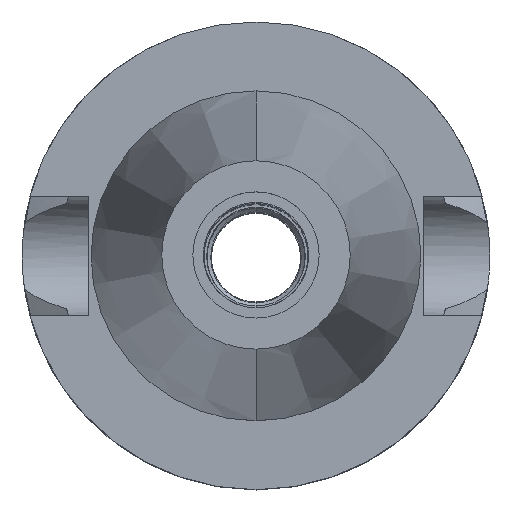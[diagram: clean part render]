
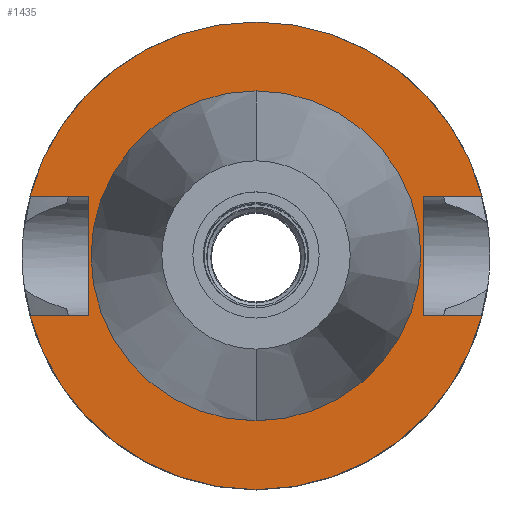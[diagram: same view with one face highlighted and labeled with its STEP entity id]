
A CAD part, top view. The second image highlights one B-rep face of the part: STEP entity #1435.
In plain terms, the highlighted planar face has unit normal (0, 0, 1).
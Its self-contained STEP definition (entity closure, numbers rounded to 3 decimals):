
#121=DIRECTION('',(0.,1.,0.));
#122=VECTOR('',#121,16.1);
#123=CARTESIAN_POINT('',(-22.5,-8.05,-1.));
#124=LINE('',#123,#122);
#128=DIRECTION('',(-1.,0.,0.));
#129=VECTOR('',#128,7.954);
#130=CARTESIAN_POINT('',(-22.5,8.05,-1.));
#131=LINE('',#130,#129);
#135=CARTESIAN_POINT('',(0.,0.,-1.));
#136=DIRECTION('',(0.,0.,-1.));
#137=DIRECTION('',(-0.967,0.256,0.));
#138=AXIS2_PLACEMENT_3D('',#135,#136,#137);
#143=CARTESIAN_POINT('',(0.,0.,-1.));
#144=DIRECTION('',(0.,0.,-1.));
#145=DIRECTION('',(0.,1.,0.));
#146=AXIS2_PLACEMENT_3D('',#143,#144,#145);
#151=DIRECTION('',(0.,-1.,0.));
#152=VECTOR('',#151,16.1);
#153=CARTESIAN_POINT('',(22.5,8.05,-1.));
#154=LINE('',#153,#152);
#158=DIRECTION('',(1.,0.,0.));
#159=VECTOR('',#158,7.954);
#160=CARTESIAN_POINT('',(22.5,-8.05,-1.));
#161=LINE('',#160,#159);
#165=CARTESIAN_POINT('',(0.,0.,-1.));
#166=DIRECTION('',(0.,0.,-1.));
#167=DIRECTION('',(0.967,-0.256,0.));
#168=AXIS2_PLACEMENT_3D('',#165,#166,#167);
#173=CARTESIAN_POINT('',(0.,0.,-1.));
#174=DIRECTION('',(0.,0.,-1.));
#175=DIRECTION('',(0.,-1.,0.));
#176=AXIS2_PLACEMENT_3D('',#173,#174,#175);
#181=CARTESIAN_POINT('',(0.,0.,-1.));
#182=DIRECTION('',(0.,0.,1.));
#183=DIRECTION('',(0.,-1.,0.));
#184=AXIS2_PLACEMENT_3D('',#181,#182,#183);
#189=CARTESIAN_POINT('',(0.,0.,-1.));
#190=DIRECTION('',(0.,0.,1.));
#191=DIRECTION('',(0.,1.,0.));
#192=AXIS2_PLACEMENT_3D('',#189,#190,#191);
#227=DIRECTION('',(-1.,0.,0.));
#228=VECTOR('',#227,7.954);
#229=CARTESIAN_POINT('',(-22.5,-8.05,-1.));
#230=LINE('',#229,#228);
#364=DIRECTION('',(1.,0.,0.));
#365=VECTOR('',#364,7.954);
#366=CARTESIAN_POINT('',(22.5,8.05,-1.));
#367=LINE('',#366,#365);
#1292=CARTESIAN_POINT('',(-22.5,-8.05,-1.));
#1293=VERTEX_POINT('',#1292);
#1294=CARTESIAN_POINT('',(-30.454,-8.05,-1.));
#1295=VERTEX_POINT('',#1294);
#1298=CARTESIAN_POINT('',(-22.5,8.05,-1.));
#1299=VERTEX_POINT('',#1298);
#1300=CARTESIAN_POINT('',(-30.454,8.05,-1.));
#1301=VERTEX_POINT('',#1300);
#1302=CARTESIAN_POINT('',(0.,31.5,-1.));
#1303=CARTESIAN_POINT('',(30.454,8.05,-1.));
#1304=VERTEX_POINT('',#1302);
#1305=VERTEX_POINT('',#1303);
#1306=CARTESIAN_POINT('',(22.5,8.05,-1.));
#1307=VERTEX_POINT('',#1306);
#1308=CARTESIAN_POINT('',(22.5,-8.05,-1.));
#1309=VERTEX_POINT('',#1308);
#1310=CARTESIAN_POINT('',(30.454,-8.05,-1.));
#1311=VERTEX_POINT('',#1310);
#1312=CARTESIAN_POINT('',(0.,-31.5,-1.));
#1313=VERTEX_POINT('',#1312);
#1314=CARTESIAN_POINT('',(0.,-22.225,-1.));
#1315=CARTESIAN_POINT('',(0.,22.225,-1.));
#1316=VERTEX_POINT('',#1314);
#1317=VERTEX_POINT('',#1315);
#1404=CARTESIAN_POINT('',(0.,0.,-1.));
#1405=DIRECTION('',(0.,0.,-1.));
#1406=DIRECTION('',(0.,-1.,0.));
#1407=AXIS2_PLACEMENT_3D('',#1404,#1405,#1406);
#1408=PLANE('',#1407);
#1410=ORIENTED_EDGE('',*,*,#1409,.T.);
#1412=ORIENTED_EDGE('',*,*,#1411,.T.);
#1414=ORIENTED_EDGE('',*,*,#1413,.T.);
#1416=ORIENTED_EDGE('',*,*,#1415,.T.);
#1418=ORIENTED_EDGE('',*,*,#1417,.F.);
#1420=ORIENTED_EDGE('',*,*,#1419,.T.);
#1422=ORIENTED_EDGE('',*,*,#1421,.T.);
#1424=ORIENTED_EDGE('',*,*,#1423,.T.);
#1426=ORIENTED_EDGE('',*,*,#1425,.T.);
#1428=ORIENTED_EDGE('',*,*,#1427,.F.);
#1429=EDGE_LOOP('',(#1410,#1412,#1414,#1416,#1418,#1420,#1422,#1424,#1426,
#1428));
#1430=FACE_OUTER_BOUND('',#1429,.F.);
#1431=ORIENTED_EDGE('',*,*,#1383,.T.);
#1432=ORIENTED_EDGE('',*,*,#1399,.T.);
#1433=EDGE_LOOP('',(#1431,#1432));
#1434=FACE_BOUND('',#1433,.F.);
#139=CIRCLE('',#138,31.5);
#147=CIRCLE('',#146,31.5);
#169=CIRCLE('',#168,31.5);
#177=CIRCLE('',#176,31.5);
#185=CIRCLE('',#184,22.225);
#193=CIRCLE('',#192,22.225);
#1383=EDGE_CURVE('',#1316,#1317,#185,.T.);
#1399=EDGE_CURVE('',#1317,#1316,#193,.T.);
#1409=EDGE_CURVE('',#1293,#1299,#124,.T.);
#1411=EDGE_CURVE('',#1299,#1301,#131,.T.);
#1413=EDGE_CURVE('',#1301,#1304,#139,.T.);
#1415=EDGE_CURVE('',#1304,#1305,#147,.T.);
#1417=EDGE_CURVE('',#1307,#1305,#367,.T.);
#1419=EDGE_CURVE('',#1307,#1309,#154,.T.);
#1421=EDGE_CURVE('',#1309,#1311,#161,.T.);
#1423=EDGE_CURVE('',#1311,#1313,#169,.T.);
#1425=EDGE_CURVE('',#1313,#1295,#177,.T.);
#1427=EDGE_CURVE('',#1293,#1295,#230,.T.);
#1435=ADVANCED_FACE('',(#1430,#1434),#1408,.F.);
